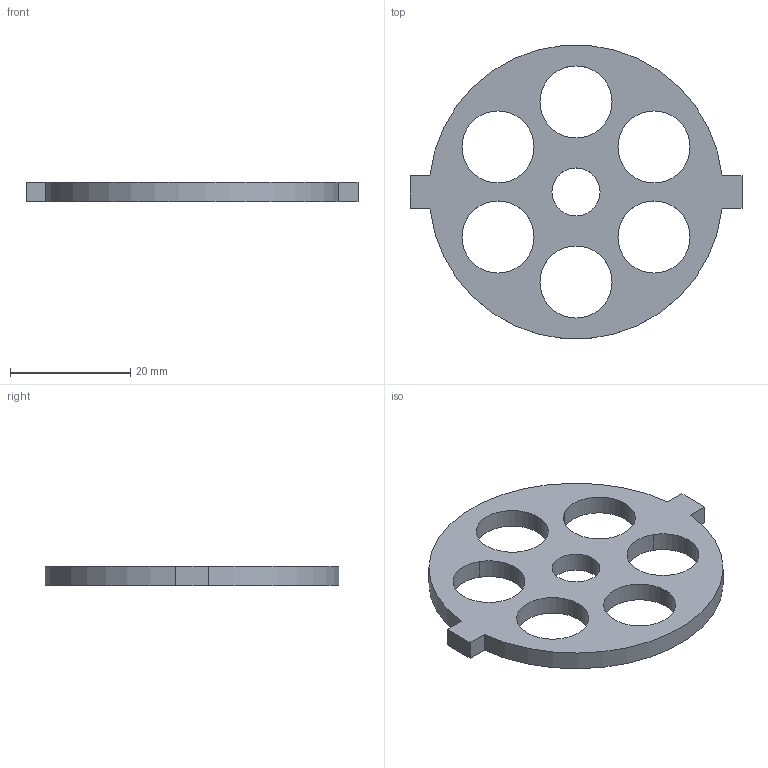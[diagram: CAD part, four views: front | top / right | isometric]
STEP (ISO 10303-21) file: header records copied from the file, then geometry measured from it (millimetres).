
FILE_DESCRIPTION(('CATIA V5 STEP Exchange'),'2;1');
FILE_NAME('hachoir_stp_inox.stp','2018-01-12T07:47:31+00:00',('none'),('none'),'CATIA Version 5 Release 21 SP 6 (IN-PROTO Composites)','CATIA V5 STEP AP203','none');
FILE_SCHEMA(('CONFIG_CONTROL_DESIGN'));
Length unit declared in the file: millimetre
Products named in the file (1): Part1
Bounding box: 55.3 x 48.82 x 3.2 mm (x, y, z)
Volume: 3812.7 mm3; surface area: 3721.9 mm2
Topology: 1 solids, 1 shells, 24 faces, 66 edges, 44 vertices
Faces by surface type: cylinder 16, plane 8
Entity records: 774 total; most frequent: ORIENTED_EDGE 132, CARTESIAN_POINT 126, DIRECTION 96, EDGE_CURVE 66, AXIS2_PLACEMENT_3D 48, VERTEX_POINT 44, EDGE_LOOP 38, VECTOR 34
